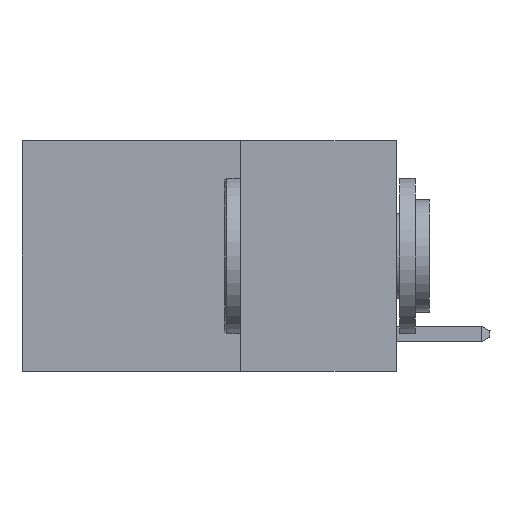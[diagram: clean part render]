
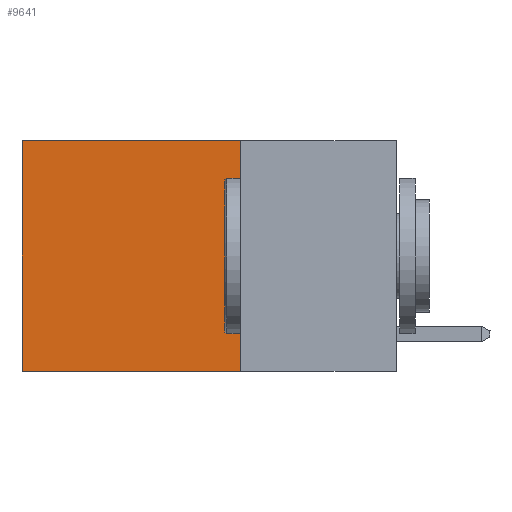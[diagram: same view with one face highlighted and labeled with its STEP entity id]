
A CAD part, left-side view. The second image highlights one B-rep face of the part: STEP entity #9641.
In plain terms, the highlighted planar face has unit normal (-1, 0, 0).
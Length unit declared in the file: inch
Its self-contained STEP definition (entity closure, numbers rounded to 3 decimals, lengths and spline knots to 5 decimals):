
#74 = VECTOR ( 'NONE', #4000, 39.37008 ) ;
#192 = CARTESIAN_POINT ( 'NONE',  ( 0.2625, 0.25, -0.37 ) ) ;
#460 = ORIENTED_EDGE ( 'NONE', *, *, #12334, .T. ) ;
#786 = DIRECTION ( 'NONE',  ( 0., 1., 0. ) ) ;
#2022 = VERTEX_POINT ( 'NONE', #5846 ) ;
#2106 = VECTOR ( 'NONE', #14288, 39.37008 ) ;
#2432 = VERTEX_POINT ( 'NONE', #12080 ) ;
#2461 = ORIENTED_EDGE ( 'NONE', *, *, #10536, .T. ) ;
#3130 = DIRECTION ( 'NONE',  ( 0., 0., -1. ) ) ;
#3137 = CARTESIAN_POINT ( 'NONE',  ( 0.2625, 0.25, 0. ) ) ;
#3853 = LINE ( 'NONE', #3137, #12448 ) ;
#4000 = DIRECTION ( 'NONE',  ( 0., 0., -1. ) ) ;
#5163 = ORIENTED_EDGE ( 'NONE', *, *, #11063, .F. ) ;
#5463 = ORIENTED_EDGE ( 'NONE', *, *, #8384, .F. ) ;
#5846 = CARTESIAN_POINT ( 'NONE',  ( 0.2625, 0.6, 0. ) ) ;
#6548 = EDGE_LOOP ( 'NONE', ( #2461, #5163, #5463, #460 ) ) ;
#7054 = VERTEX_POINT ( 'NONE', #12098 ) ;
#7396 = CARTESIAN_POINT ( 'NONE',  ( 0.2625, 0.25, -0.37 ) ) ;
#7804 = PLANE ( 'NONE',  #14550 ) ;
#8384 = EDGE_CURVE ( 'NONE', #2432, #11359, #15045, .T. ) ;
#8700 = CARTESIAN_POINT ( 'NONE',  ( 0.2625, 0.6, 0. ) ) ;
#8845 = CARTESIAN_POINT ( 'NONE',  ( 0.2625, 0.25, 0. ) ) ;
#8947 = CARTESIAN_POINT ( 'NONE',  ( 0.2625, 0.25, 0. ) ) ;
#9455 = LINE ( 'NONE', #8700, #74 ) ;
#9641 = ADVANCED_FACE ( 'NONE', ( #13072 ), #7804, .F. ) ;
#10135 = DIRECTION ( 'NONE',  ( 1., 0., 0. ) ) ;
#10536 = EDGE_CURVE ( 'NONE', #2022, #7054, #9455, .T. ) ;
#11063 = EDGE_CURVE ( 'NONE', #11359, #7054, #11438, .T. ) ;
#11175 = DIRECTION ( 'NONE',  ( 0., 0., -1. ) ) ;
#11359 = VERTEX_POINT ( 'NONE', #192 ) ;
#11438 = LINE ( 'NONE', #7396, #2106 ) ;
#12025 = VECTOR ( 'NONE', #11175, 39.37008 ) ;
#12080 = CARTESIAN_POINT ( 'NONE',  ( 0.2625, 0.25, 0. ) ) ;
#12098 = CARTESIAN_POINT ( 'NONE',  ( 0.2625, 0.6, -0.37 ) ) ;
#12334 = EDGE_CURVE ( 'NONE', #2432, #2022, #3853, .T. ) ;
#12448 = VECTOR ( 'NONE', #786, 39.37008 ) ;
#13072 = FACE_OUTER_BOUND ( 'NONE', #6548, .T. ) ;
#14288 = DIRECTION ( 'NONE',  ( 0., 1., 0. ) ) ;
#14550 = AXIS2_PLACEMENT_3D ( 'NONE', #8947, #10135, #3130 ) ;
#15045 = LINE ( 'NONE', #8845, #12025 ) ;
